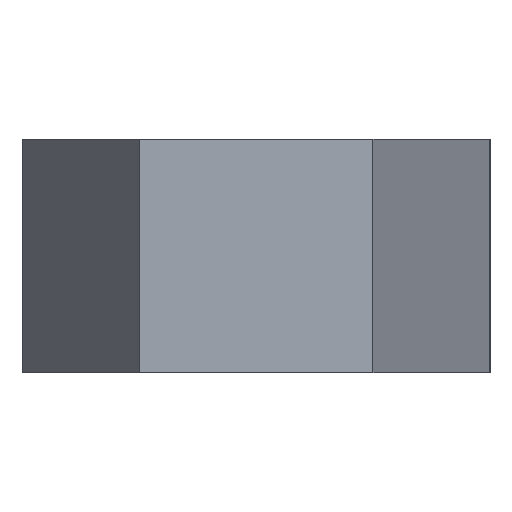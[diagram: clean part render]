
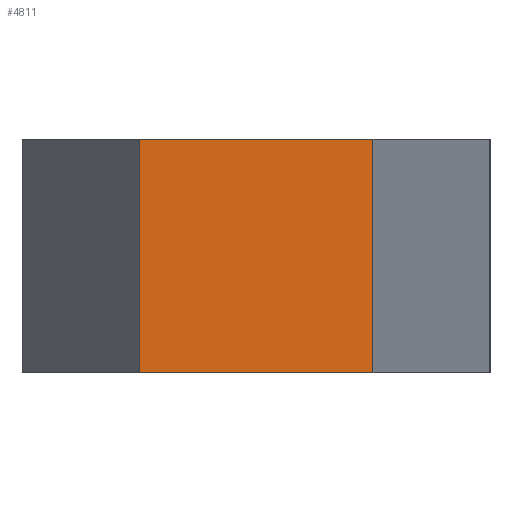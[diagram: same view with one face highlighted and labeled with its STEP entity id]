
A CAD part, left-side view. The second image highlights one B-rep face of the part: STEP entity #4811.
In plain terms, the highlighted planar face has unit normal (-1, 0, 0).
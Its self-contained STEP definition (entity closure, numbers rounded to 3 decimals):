
#41 = VECTOR ( 'NONE', #4201, 1000. ) ;
#90 = VERTEX_POINT ( 'NONE', #5093 ) ;
#334 = EDGE_LOOP ( 'NONE', ( #1477, #3527, #3312, #5048 ) ) ;
#506 = CARTESIAN_POINT ( 'NONE',  ( -107., 102.5, 5. ) ) ;
#528 = DIRECTION ( 'NONE',  ( 0., -1., 0. ) ) ;
#573 = DIRECTION ( 'NONE',  ( 1., 0., 0. ) ) ;
#801 = AXIS2_PLACEMENT_3D ( 'NONE', #3463, #573, #5956 ) ;
#1128 = VECTOR ( 'NONE', #4931, 1000. ) ;
#1284 = CARTESIAN_POINT ( 'NONE',  ( -107., 97.5, 0. ) ) ;
#1445 = VERTEX_POINT ( 'NONE', #3106 ) ;
#1477 = ORIENTED_EDGE ( 'NONE', *, *, #5473, .T. ) ;
#1693 = CARTESIAN_POINT ( 'NONE',  ( -107., 102.5, 0. ) ) ;
#1704 = VECTOR ( 'NONE', #3516, 1000. ) ;
#1873 = EDGE_CURVE ( 'NONE', #2502, #90, #1996, .T. ) ;
#1881 = LINE ( 'NONE', #1693, #41 ) ;
#1892 = FACE_OUTER_BOUND ( 'NONE', #334, .T. ) ;
#1996 = LINE ( 'NONE', #506, #4233 ) ;
#2337 = EDGE_CURVE ( 'NONE', #2502, #1445, #2861, .T. ) ;
#2359 = LINE ( 'NONE', #4500, #1128 ) ;
#2502 = VERTEX_POINT ( 'NONE', #2946 ) ;
#2536 = PLANE ( 'NONE',  #801 ) ;
#2861 = LINE ( 'NONE', #3725, #1704 ) ;
#2946 = CARTESIAN_POINT ( 'NONE',  ( -107., 102.5, 5. ) ) ;
#3106 = CARTESIAN_POINT ( 'NONE',  ( -107., 102.5, 0. ) ) ;
#3312 = ORIENTED_EDGE ( 'NONE', *, *, #1873, .F. ) ;
#3463 = CARTESIAN_POINT ( 'NONE',  ( -107., 102.5, 5. ) ) ;
#3516 = DIRECTION ( 'NONE',  ( 0., 0., -1. ) ) ;
#3527 = ORIENTED_EDGE ( 'NONE', *, *, #4787, .F. ) ;
#3725 = CARTESIAN_POINT ( 'NONE',  ( -107., 102.5, 5. ) ) ;
#4201 = DIRECTION ( 'NONE',  ( 0., -1., 0. ) ) ;
#4233 = VECTOR ( 'NONE', #528, 1000. ) ;
#4500 = CARTESIAN_POINT ( 'NONE',  ( -107., 97.5, 5. ) ) ;
#4787 = EDGE_CURVE ( 'NONE', #90, #5360, #2359, .T. ) ;
#4811 = ADVANCED_FACE ( 'NONE', ( #1892 ), #2536, .F. ) ;
#4931 = DIRECTION ( 'NONE',  ( 0., 0., -1. ) ) ;
#5048 = ORIENTED_EDGE ( 'NONE', *, *, #2337, .T. ) ;
#5093 = CARTESIAN_POINT ( 'NONE',  ( -107., 97.5, 5. ) ) ;
#5360 = VERTEX_POINT ( 'NONE', #1284 ) ;
#5473 = EDGE_CURVE ( 'NONE', #1445, #5360, #1881, .T. ) ;
#5956 = DIRECTION ( 'NONE',  ( 0., 1., 0. ) ) ;
